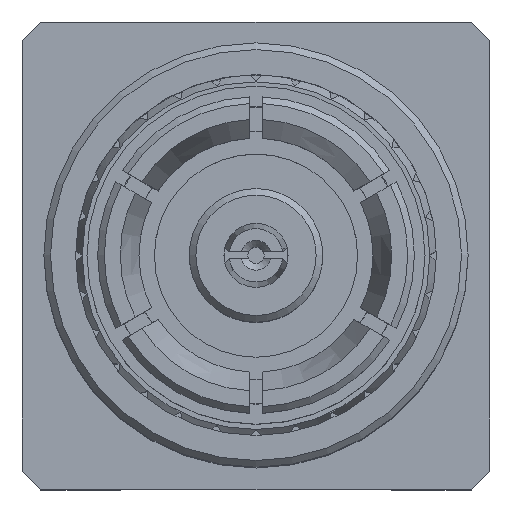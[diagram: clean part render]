
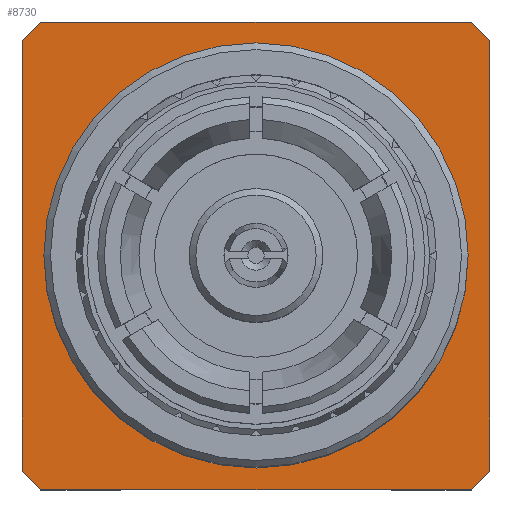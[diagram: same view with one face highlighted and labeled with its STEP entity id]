
A CAD part, top view. The second image highlights one B-rep face of the part: STEP entity #8730.
In plain terms, the highlighted planar face has unit normal (0, 0, 1).
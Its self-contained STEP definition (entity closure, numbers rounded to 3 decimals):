
#506=LINE('',#16649,#1258);
#507=LINE('',#16652,#1259);
#508=LINE('',#16654,#1260);
#509=LINE('',#16656,#1261);
#510=LINE('',#16658,#1262);
#511=LINE('',#16660,#1263);
#512=LINE('',#16662,#1264);
#513=LINE('',#16664,#1265);
#1258=VECTOR('',#13838,1000.);
#1259=VECTOR('',#13839,1000.);
#1260=VECTOR('',#13840,1000.);
#1261=VECTOR('',#13841,1000.);
#1262=VECTOR('',#13842,1000.);
#1263=VECTOR('',#13843,1000.);
#1264=VECTOR('',#13844,1000.);
#1265=VECTOR('',#13845,1000.);
#1902=PLANE('',#12394);
#3086=ORIENTED_EDGE('',*,*,#5300,.F.);
#3087=ORIENTED_EDGE('',*,*,#5301,.T.);
#3088=ORIENTED_EDGE('',*,*,#5302,.T.);
#3089=ORIENTED_EDGE('',*,*,#5303,.T.);
#3090=ORIENTED_EDGE('',*,*,#5304,.T.);
#3091=ORIENTED_EDGE('',*,*,#5305,.T.);
#3092=ORIENTED_EDGE('',*,*,#5306,.T.);
#3093=ORIENTED_EDGE('',*,*,#5307,.T.);
#3094=ORIENTED_EDGE('',*,*,#5308,.T.);
#5300=EDGE_CURVE('',#6448,#6448,#7148,.T.);
#5301=EDGE_CURVE('',#6449,#6450,#506,.T.);
#5302=EDGE_CURVE('',#6450,#6451,#507,.F.);
#5303=EDGE_CURVE('',#6451,#6452,#508,.T.);
#5304=EDGE_CURVE('',#6452,#6453,#509,.F.);
#5305=EDGE_CURVE('',#6453,#6454,#510,.T.);
#5306=EDGE_CURVE('',#6454,#6455,#511,.F.);
#5307=EDGE_CURVE('',#6455,#6456,#512,.T.);
#5308=EDGE_CURVE('',#6456,#6449,#513,.F.);
#6448=VERTEX_POINT('',#16648);
#6449=VERTEX_POINT('',#16650);
#6450=VERTEX_POINT('',#16651);
#6451=VERTEX_POINT('',#16653);
#6452=VERTEX_POINT('',#16655);
#6453=VERTEX_POINT('',#16657);
#6454=VERTEX_POINT('',#16659);
#6455=VERTEX_POINT('',#16661);
#6456=VERTEX_POINT('',#16663);
#7148=CIRCLE('',#12395,3.075);
#7536=EDGE_LOOP('',(#3086));
#7537=EDGE_LOOP('',(#3087,#3088,#3089,#3090,#3091,#3092,#3093,#3094));
#8104=FACE_BOUND('',#7536,.T.);
#8105=FACE_BOUND('',#7537,.T.);
#8730=ADVANCED_FACE('',(#8104,#8105),#1902,.T.);
#12394=AXIS2_PLACEMENT_3D('',#16646,#13834,#13835);
#12395=AXIS2_PLACEMENT_3D('',#16647,#13836,#13837);
#13834=DIRECTION('',(0.,0.,1.));
#13835=DIRECTION('',(1.,0.,0.));
#13836=DIRECTION('',(0.,0.,1.));
#13837=DIRECTION('',(1.,0.,0.));
#13838=DIRECTION('',(0.,1.,0.));
#13839=DIRECTION('',(0.707,-0.707,0.));
#13840=DIRECTION('',(-1.,0.,0.));
#13841=DIRECTION('',(0.707,0.707,0.));
#13842=DIRECTION('',(0.,-1.,0.));
#13843=DIRECTION('',(-0.707,0.707,0.));
#13844=DIRECTION('',(1.,0.,0.));
#13845=DIRECTION('',(-0.707,-0.707,0.));
#16646=CARTESIAN_POINT('',(0.,0.,2.14));
#16647=CARTESIAN_POINT('',(0.,0.,2.14));
#16648=CARTESIAN_POINT('',(3.075,0.,2.14));
#16649=CARTESIAN_POINT('',(3.5,-3.5,2.14));
#16650=CARTESIAN_POINT('',(3.5,-3.22,2.14));
#16651=CARTESIAN_POINT('',(3.5,3.22,2.14));
#16652=CARTESIAN_POINT('',(3.36,3.36,2.14));
#16653=CARTESIAN_POINT('',(3.22,3.5,2.14));
#16654=CARTESIAN_POINT('',(3.5,3.5,2.14));
#16655=CARTESIAN_POINT('',(-3.22,3.5,2.14));
#16656=CARTESIAN_POINT('',(-3.36,3.36,2.14));
#16657=CARTESIAN_POINT('',(-3.5,3.22,2.14));
#16658=CARTESIAN_POINT('',(-3.5,3.5,2.14));
#16659=CARTESIAN_POINT('',(-3.5,-3.22,2.14));
#16660=CARTESIAN_POINT('',(-3.36,-3.36,2.14));
#16661=CARTESIAN_POINT('',(-3.22,-3.5,2.14));
#16662=CARTESIAN_POINT('',(-3.5,-3.5,2.14));
#16663=CARTESIAN_POINT('',(3.22,-3.5,2.14));
#16664=CARTESIAN_POINT('',(3.36,-3.36,2.14));
